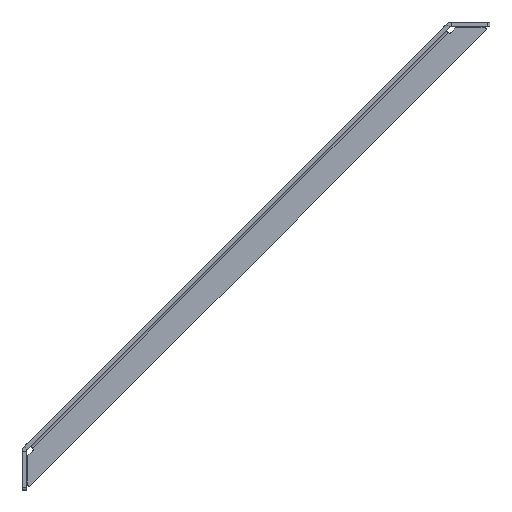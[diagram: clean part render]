
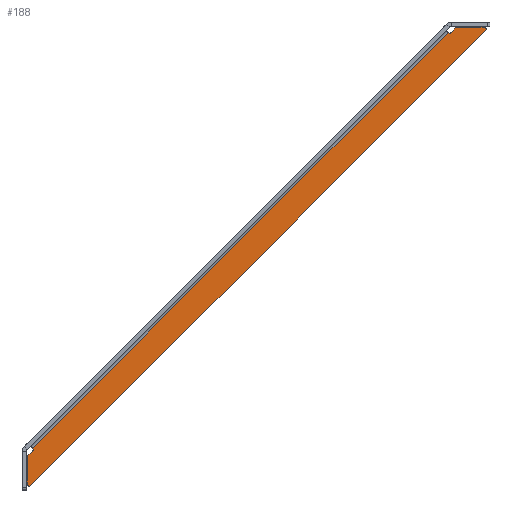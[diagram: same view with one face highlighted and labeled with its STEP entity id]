
A CAD part, left-side view. The second image highlights one B-rep face of the part: STEP entity #188.
In plain terms, the highlighted planar face has unit normal (-1, 0, 0).
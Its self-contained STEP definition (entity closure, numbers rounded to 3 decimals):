
#6 = VECTOR ( 'NONE', #462, 1000. ) ;
#20 = CIRCLE ( 'NONE', #1821, 2. ) ;
#24 = DIRECTION ( 'NONE',  ( 0., -1., 0. ) ) ;
#34 = LINE ( 'NONE', #1677, #1740 ) ;
#41 = CARTESIAN_POINT ( 'NONE',  ( -4., 441.707, -445.707 ) ) ;
#59 = CARTESIAN_POINT ( 'NONE',  ( -4., 3.707, -6.879 ) ) ;
#89 = VERTEX_POINT ( 'NONE', #408 ) ;
#104 = DIRECTION ( 'NONE',  ( -1., 0., 0. ) ) ;
#107 = CARTESIAN_POINT ( 'NONE',  ( -4., 445.121, -444.293 ) ) ;
#121 = CARTESIAN_POINT ( 'NONE',  ( -4., 5.707, -4.879 ) ) ;
#124 = EDGE_CURVE ( 'NONE', #1742, #1483, #386, .T. ) ;
#128 = VERTEX_POINT ( 'NONE', #1114 ) ;
#137 = CARTESIAN_POINT ( 'NONE',  ( -4., 0., 0. ) ) ;
#151 = ORIENTED_EDGE ( 'NONE', *, *, #196, .F. ) ;
#158 = CARTESIAN_POINT ( 'NONE',  ( -4., 4.293, -8.293 ) ) ;
#172 = VERTEX_POINT ( 'NONE', #158 ) ;
#177 = DIRECTION ( 'NONE',  ( 0., 0.707, -0.707 ) ) ;
#182 = ORIENTED_EDGE ( 'NONE', *, *, #865, .T. ) ;
#187 = DIRECTION ( 'NONE',  ( -1., 0., 0. ) ) ;
#188 = ADVANCED_FACE ( 'NONE', ( #1624 ), #1895, .T. ) ;
#192 = ORIENTED_EDGE ( 'NONE', *, *, #659, .T. ) ;
#196 = EDGE_CURVE ( 'NONE', #1080, #89, #1755, .T. ) ;
#228 = CARTESIAN_POINT ( 'NONE',  ( -4., 13.636, 13.636 ) ) ;
#273 = CARTESIAN_POINT ( 'NONE',  ( -4., 445.121, -449.121 ) ) ;
#285 = CARTESIAN_POINT ( 'NONE',  ( -4., 445.121, -415.021 ) ) ;
#322 = VERTEX_POINT ( 'NONE', #765 ) ;
#325 = DIRECTION ( 'NONE',  ( -1., 0., 0. ) ) ;
#330 = DIRECTION ( 'NONE',  ( 0., 0.707, -0.707 ) ) ;
#359 = VECTOR ( 'NONE', #738, 1000. ) ;
#374 = EDGE_CURVE ( 'NONE', #411, #1622, #1041, .T. ) ;
#378 = DIRECTION ( 'NONE',  ( -1., 0., 0. ) ) ;
#382 = EDGE_CURVE ( 'NONE', #944, #1672, #1020, .T. ) ;
#386 = CIRCLE ( 'NONE', #873, 2. ) ;
#397 = CARTESIAN_POINT ( 'NONE',  ( -4., 5.707, -6.879 ) ) ;
#408 = CARTESIAN_POINT ( 'NONE',  ( -4., 439.931, -412.659 ) ) ;
#410 = ORIENTED_EDGE ( 'NONE', *, *, #1272, .F. ) ;
#411 = VERTEX_POINT ( 'NONE', #107 ) ;
#413 = CIRCLE ( 'NONE', #1768, 2. ) ;
#432 = VERTEX_POINT ( 'NONE', #442 ) ;
#442 = CARTESIAN_POINT ( 'NONE',  ( -4., 31.322, -4.879 ) ) ;
#455 = EDGE_CURVE ( 'NONE', #432, #128, #1307, .T. ) ;
#462 = DIRECTION ( 'NONE',  ( 0., -0.707, 0.707 ) ) ;
#494 = ORIENTED_EDGE ( 'NONE', *, *, #915, .F. ) ;
#544 = ORIENTED_EDGE ( 'NONE', *, *, #1893, .T. ) ;
#564 = DIRECTION ( 'NONE',  ( -1., 0., 0. ) ) ;
#593 = CARTESIAN_POINT ( 'NONE',  ( -4., 40.203, -10.102 ) ) ;
#595 = DIRECTION ( 'NONE',  ( 0., -1., 0. ) ) ;
#628 = DIRECTION ( 'NONE',  ( 0., -1., 0. ) ) ;
#635 = VECTOR ( 'NONE', #1537, 1000. ) ;
#659 = EDGE_CURVE ( 'NONE', #172, #1742, #1803, .T. ) ;
#667 = ORIENTED_EDGE ( 'NONE', *, *, #124, .T. ) ;
#671 = AXIS2_PLACEMENT_3D ( 'NONE', #1337, #879, #628 ) ;
#732 = CARTESIAN_POINT ( 'NONE',  ( -4., 13.636, 13.636 ) ) ;
#738 = DIRECTION ( 'NONE',  ( 0., 0., 1. ) ) ;
#740 = CARTESIAN_POINT ( 'NONE',  ( -4., 441.379, -411.212 ) ) ;
#765 = CARTESIAN_POINT ( 'NONE',  ( -4., 37.374, -10.102 ) ) ;
#792 = LINE ( 'NONE', #228, #635 ) ;
#826 = DIRECTION ( 'NONE',  ( 0., -1., 0. ) ) ;
#840 = ORIENTED_EDGE ( 'NONE', *, *, #455, .T. ) ;
#844 = VECTOR ( 'NONE', #1780, 1000. ) ;
#848 = EDGE_LOOP ( 'NONE', ( #494, #840, #898, #1336, #1460, #410, #151, #544, #1440, #182, #1842, #192, #667 ) ) ;
#860 = DIRECTION ( 'NONE',  ( -1., 0., 0. ) ) ;
#865 = EDGE_CURVE ( 'NONE', #411, #1207, #413, .T. ) ;
#873 = AXIS2_PLACEMENT_3D ( 'NONE', #397, #378, #1849 ) ;
#879 = DIRECTION ( 'NONE',  ( -1., 0., 0. ) ) ;
#898 = ORIENTED_EDGE ( 'NONE', *, *, #1414, .F. ) ;
#915 = EDGE_CURVE ( 'NONE', #432, #1483, #34, .T. ) ;
#932 = CARTESIAN_POINT ( 'NONE',  ( -4., 439.898, -409.798 ) ) ;
#944 = VERTEX_POINT ( 'NONE', #932 ) ;
#970 = CARTESIAN_POINT ( 'NONE',  ( -4., 444.536, -417.263 ) ) ;
#1013 = AXIS2_PLACEMENT_3D ( 'NONE', #1171, #1346, #177 ) ;
#1020 = LINE ( 'NONE', #285, #844 ) ;
#1041 = LINE ( 'NONE', #1632, #359 ) ;
#1052 = CARTESIAN_POINT ( 'NONE',  ( -4., 445.121, -418.678 ) ) ;
#1080 = VERTEX_POINT ( 'NONE', #970 ) ;
#1114 = CARTESIAN_POINT ( 'NONE',  ( -4., 32.737, -5.464 ) ) ;
#1149 = CIRCLE ( 'NONE', #1555, 2.047 ) ;
#1171 = CARTESIAN_POINT ( 'NONE',  ( -4., 38.788, -8.688 ) ) ;
#1174 = AXIS2_PLACEMENT_3D ( 'NONE', #1722, #564, #826 ) ;
#1207 = VERTEX_POINT ( 'NONE', #41 ) ;
#1263 = CIRCLE ( 'NONE', #1013, 2. ) ;
#1272 = EDGE_CURVE ( 'NONE', #89, #944, #1149, .T. ) ;
#1307 = CIRCLE ( 'NONE', #671, 2. ) ;
#1324 = CARTESIAN_POINT ( 'NONE',  ( -4., 443.121, -444.293 ) ) ;
#1336 = ORIENTED_EDGE ( 'NONE', *, *, #1685, .F. ) ;
#1337 = CARTESIAN_POINT ( 'NONE',  ( -4., 31.322, -6.879 ) ) ;
#1346 = DIRECTION ( 'NONE',  ( -1., 0., 0. ) ) ;
#1414 = EDGE_CURVE ( 'NONE', #322, #128, #792, .T. ) ;
#1424 = DIRECTION ( 'NONE',  ( 0., 0.707, -0.707 ) ) ;
#1440 = ORIENTED_EDGE ( 'NONE', *, *, #374, .F. ) ;
#1450 = CARTESIAN_POINT ( 'NONE',  ( -4., 443.121, -418.678 ) ) ;
#1460 = ORIENTED_EDGE ( 'NONE', *, *, #382, .F. ) ;
#1482 = DIRECTION ( 'NONE',  ( 0., -1., 0. ) ) ;
#1483 = VERTEX_POINT ( 'NONE', #121 ) ;
#1537 = DIRECTION ( 'NONE',  ( 0., -0.707, 0.707 ) ) ;
#1550 = EDGE_CURVE ( 'NONE', #172, #1207, #1745, .T. ) ;
#1555 = AXIS2_PLACEMENT_3D ( 'NONE', #740, #187, #330 ) ;
#1562 = AXIS2_PLACEMENT_3D ( 'NONE', #137, #860, #595 ) ;
#1597 = DIRECTION ( 'NONE',  ( 0., -1., 0. ) ) ;
#1622 = VERTEX_POINT ( 'NONE', #1052 ) ;
#1624 = FACE_OUTER_BOUND ( 'NONE', #848, .T. ) ;
#1632 = CARTESIAN_POINT ( 'NONE',  ( -4., 445.121, -410.778 ) ) ;
#1672 = VERTEX_POINT ( 'NONE', #593 ) ;
#1677 = CARTESIAN_POINT ( 'NONE',  ( -4., 0.879, -4.879 ) ) ;
#1685 = EDGE_CURVE ( 'NONE', #1672, #322, #1263, .T. ) ;
#1722 = CARTESIAN_POINT ( 'NONE',  ( -4., 5.707, -6.879 ) ) ;
#1740 = VECTOR ( 'NONE', #24, 1000. ) ;
#1742 = VERTEX_POINT ( 'NONE', #59 ) ;
#1745 = LINE ( 'NONE', #273, #1852 ) ;
#1755 = LINE ( 'NONE', #732, #6 ) ;
#1768 = AXIS2_PLACEMENT_3D ( 'NONE', #1324, #325, #1482 ) ;
#1780 = DIRECTION ( 'NONE',  ( 0., -0.707, 0.707 ) ) ;
#1803 = CIRCLE ( 'NONE', #1174, 2. ) ;
#1821 = AXIS2_PLACEMENT_3D ( 'NONE', #1450, #104, #1597 ) ;
#1842 = ORIENTED_EDGE ( 'NONE', *, *, #1550, .F. ) ;
#1849 = DIRECTION ( 'NONE',  ( 0., -1., 0. ) ) ;
#1852 = VECTOR ( 'NONE', #1424, 1000. ) ;
#1893 = EDGE_CURVE ( 'NONE', #1080, #1622, #20, .T. ) ;
#1895 = PLANE ( 'NONE',  #1562 ) ;
